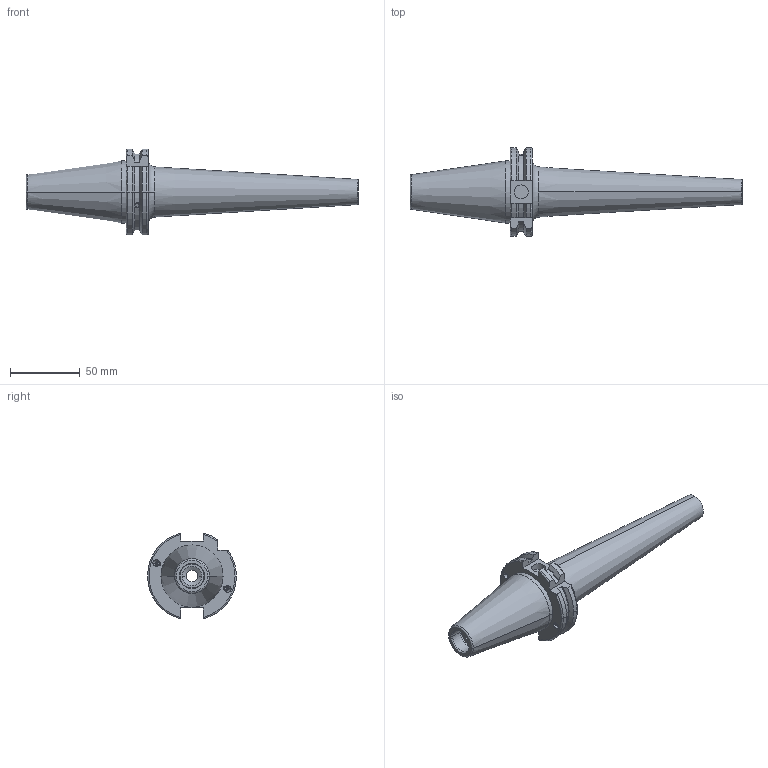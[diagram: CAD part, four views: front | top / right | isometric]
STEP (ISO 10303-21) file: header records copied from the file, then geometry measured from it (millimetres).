
FILE_DESCRIPTION (( 'STEP AP203' ), '1' );
FILE_NAME ('FWS409H-TMH10169.STEP', '2024-08-29T04:20:16', ( '' ), ( '' ), 'SwSTEP 2.0', 'SolidWorks 2024', '' );
FILE_SCHEMA (( 'CONFIG_CONTROL_DESIGN' ));
Length unit declared in the file: millimetre
Products named in the file (5): FWS409H-TMH10169; GS-M4X4-COATING_DIN 913 - M4 x 4-N; SK40TMH10169FWW; M4X4_DIN 913 - M4 x 4-N
Assembly tree (6 placements, depth 3):
  FWS409H-TMH10169
    SK40TMH10169FWW
      SK40TMH10169FWW
      M4X4_DIN 913 - M4 x 4-N  x2
      GS-M4X4-COATING_DIN 913 - M4 x 4-N  x2
Bounding box: 237.5 x 63.55 x 61.48 mm (x, y, z)
Volume: 185332.2 mm3; surface area: 36980.7 mm2
Topology: 5 solids, 5 shells, 240 faces, 590 edges, 373 vertices
Faces by surface type: cone 92, cylinder 68, plane 64, torus 15, bspline 1
Entity records: 6092 total; most frequent: CARTESIAN_POINT 1326, DIRECTION 940, ORIENTED_EDGE 852, EDGE_CURVE 426, AXIS2_PLACEMENT_3D 377, VERTEX_POINT 271, CIRCLE 196, EDGE_LOOP 193
